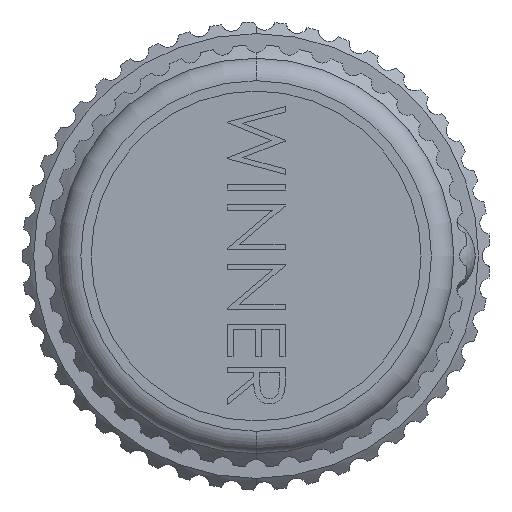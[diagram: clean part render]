
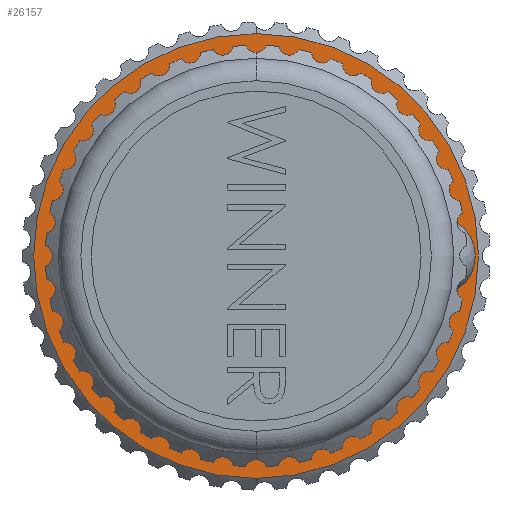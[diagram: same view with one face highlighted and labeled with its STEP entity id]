
A CAD part, left-side view. The second image highlights one B-rep face of the part: STEP entity #26157.
In plain terms, the highlighted planar face has unit normal (-1, 0, 0).
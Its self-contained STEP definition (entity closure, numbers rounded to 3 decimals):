
#85 = CARTESIAN_POINT ( 'NONE',  ( -7.9, 3.458, 2.485 ) ) ;
#122 = CARTESIAN_POINT ( 'NONE',  ( -7.9, -4.225, -1.911 ) ) ;
#215 = CARTESIAN_POINT ( 'NONE',  ( -7.9, 0.018, -4.305 ) ) ;
#439 = AXIS2_PLACEMENT_3D ( 'NONE', #6836, #9084, #21798 ) ;
#1459 = CARTESIAN_POINT ( 'NONE',  ( -7.9, -1.986, 4.257 ) ) ;
#1465 = FACE_OUTER_BOUND ( 'NONE', #22224, .T. ) ;
#1488 = B_SPLINE_CURVE_WITH_KNOTS ( 'NONE', 3,
 ( #13098, #12917, #8702, #122, #4673, #21599, #25960, #2348, #4500, #4400, #15085, #17479, #19641, #6627, #2251, #215, #19352, #21512 ),
 .UNSPECIFIED., .F., .F.,
 ( 4, 2, 2, 2, 2, 2, 2, 2, 4 ),
 ( 0., 0.001, 0.002, 0.003, 0.003, 0.004, 0.005, 0.006, 0.007 ),
 .UNSPECIFIED. ) ;
#1726 = CARTESIAN_POINT ( 'NONE',  ( -7.9, 1.843, 4.019 ) ) ;
#1729 = VERTEX_POINT ( 'NONE', #10534 ) ;
#1893 = EDGE_CURVE ( 'NONE', #4927, #6285, #2499, .T. ) ;
#2119 = CARTESIAN_POINT ( 'NONE',  ( -7.9, 0.589, -4.218 ) ) ;
#2251 = CARTESIAN_POINT ( 'NONE',  ( -7.9, -0.555, -4.305 ) ) ;
#2348 = CARTESIAN_POINT ( 'NONE',  ( -7.9, -3.164, -3.247 ) ) ;
#2499 = CIRCLE ( 'NONE', #17649, 4.7 ) ;
#2899 = CARTESIAN_POINT ( 'NONE',  ( -7.9, 0., 5.05 ) ) ;
#3086 = DIRECTION ( 'NONE',  ( -1., 0., 0. ) ) ;
#3556 = CARTESIAN_POINT ( 'NONE',  ( -7.9, 3.672, -1.96 ) ) ;
#3609 = CARTESIAN_POINT ( 'NONE',  ( -7.9, -0.606, 4.541 ) ) ;
#3833 = CARTESIAN_POINT ( 'NONE',  ( -7.9, 3.752, -1.801 ) ) ;
#3889 = CARTESIAN_POINT ( 'NONE',  ( -7.9, 3.137, 2.949 ) ) ;
#3925 = CARTESIAN_POINT ( 'NONE',  ( -7.9, 3.492, -2.269 ) ) ;
#4400 = CARTESIAN_POINT ( 'NONE',  ( -7.9, -2.458, -3.741 ) ) ;
#4500 = CARTESIAN_POINT ( 'NONE',  ( -7.9, -2.938, -3.428 ) ) ;
#4673 = CARTESIAN_POINT ( 'NONE',  ( -7.9, -4.084, -2.162 ) ) ;
#4927 = VERTEX_POINT ( 'NONE', #22835 ) ;
#5243 = DIRECTION ( 'NONE',  ( 0., 0., 1. ) ) ;
#5529 = ORIENTED_EDGE ( 'NONE', *, *, #11065, .T. ) ;
#5547 = AXIS2_PLACEMENT_3D ( 'NONE', #2899, #3086, #5243 ) ;
#5788 = B_SPLINE_CURVE_WITH_KNOTS ( 'NONE', 3,
 ( #2119, #9754, #26814, #18350, #5909, #27248, #10695, #18606, #3925, #3556, #3833, #25209, #16368, #10198, #8019, #22812, #21017, #7842, #8210, #27067 ),
 .UNSPECIFIED., .F., .F.,
 ( 4, 2, 2, 2, 2, 2, 2, 2, 2, 4 ),
 ( 0., 0.001, 0.002, 0.003, 0.004, 0.004, 0.005, 0.006, 0.008, 0.009 ),
 .UNSPECIFIED. ) ;
#5909 = CARTESIAN_POINT ( 'NONE',  ( -7.9, 2.248, -3.547 ) ) ;
#6016 = ORIENTED_EDGE ( 'NONE', *, *, #23752, .T. ) ;
#6285 = VERTEX_POINT ( 'NONE', #15879 ) ;
#6486 = DIRECTION ( 'NONE',  ( 0., 0., 1. ) ) ;
#6627 = CARTESIAN_POINT ( 'NONE',  ( -7.9, -0.838, -4.278 ) ) ;
#6836 = CARTESIAN_POINT ( 'NONE',  ( -7.9, 0., 0. ) ) ;
#7105 = DIRECTION ( 'NONE',  ( 0., 0., -1. ) ) ;
#7842 = CARTESIAN_POINT ( 'NONE',  ( -7.9, 3.809, 1.855 ) ) ;
#8019 = CARTESIAN_POINT ( 'NONE',  ( -7.9, 4.186, 0.111 ) ) ;
#8210 = CARTESIAN_POINT ( 'NONE',  ( -7.9, 3.649, 2.179 ) ) ;
#8702 = CARTESIAN_POINT ( 'NONE',  ( -7.9, -4.46, -1.393 ) ) ;
#9084 = DIRECTION ( 'NONE',  ( -1., 0., 0. ) ) ;
#9753 = CARTESIAN_POINT ( 'NONE',  ( -7.9, 0., -15.3 ) ) ;
#9754 = CARTESIAN_POINT ( 'NONE',  ( -7.9, 0.942, -4.144 ) ) ;
#10062 = CARTESIAN_POINT ( 'NONE',  ( -7.9, 2.541, 3.547 ) ) ;
#10198 = CARTESIAN_POINT ( 'NONE',  ( -7.9, 4.175, -0.25 ) ) ;
#10534 = CARTESIAN_POINT ( 'NONE',  ( -7.9, 0., 15.3 ) ) ;
#10563 = CIRCLE ( 'NONE', #439, 15.3 ) ;
#10695 = CARTESIAN_POINT ( 'NONE',  ( -7.9, 3.062, -2.847 ) ) ;
#11065 = EDGE_CURVE ( 'NONE', #26383, #6285, #12111, .T. ) ;
#11330 = CARTESIAN_POINT ( 'NONE',  ( -7.9, 0., 0. ) ) ;
#12111 = B_SPLINE_CURVE_WITH_KNOTS ( 'NONE', 3,
 ( #14563, #18572, #3889, #12324, #10062, #12411, #1726, #20891, #18471, #25274, #14309, #18841, #3609, #18748, #1459, #14658 ),
 .UNSPECIFIED., .F., .F.,
 ( 4, 2, 2, 2, 2, 2, 2, 4 ),
 ( 0., 0.001, 0.002, 0.003, 0.003, 0.004, 0.005, 0.007 ),
 .UNSPECIFIED. ) ;
#12324 = CARTESIAN_POINT ( 'NONE',  ( -7.9, 2.755, 3.358 ) ) ;
#12411 = CARTESIAN_POINT ( 'NONE',  ( -7.9, 2.085, 3.878 ) ) ;
#12917 = CARTESIAN_POINT ( 'NONE',  ( -7.9, -4.554, -1.124 ) ) ;
#13098 = CARTESIAN_POINT ( 'NONE',  ( -7.9, -4.624, -0.844 ) ) ;
#14309 = CARTESIAN_POINT ( 'NONE',  ( -7.9, 0.242, 4.525 ) ) ;
#14563 = CARTESIAN_POINT ( 'NONE',  ( -7.9, 3.458, 2.485 ) ) ;
#14658 = CARTESIAN_POINT ( 'NONE',  ( -7.9, -2.486, 3.989 ) ) ;
#15085 = CARTESIAN_POINT ( 'NONE',  ( -7.9, -2.206, -3.872 ) ) ;
#15435 = ORIENTED_EDGE ( 'NONE', *, *, #22140, .T. ) ;
#15879 = CARTESIAN_POINT ( 'NONE',  ( -7.9, -2.486, 3.989 ) ) ;
#16368 = CARTESIAN_POINT ( 'NONE',  ( -7.9, 4.063, -0.961 ) ) ;
#17219 = ORIENTED_EDGE ( 'NONE', *, *, #1893, .F. ) ;
#17479 = CARTESIAN_POINT ( 'NONE',  ( -7.9, -1.677, -4.087 ) ) ;
#17649 = AXIS2_PLACEMENT_3D ( 'NONE', #19492, #21737, #6486 ) ;
#18350 = CARTESIAN_POINT ( 'NONE',  ( -7.9, 1.942, -3.734 ) ) ;
#18471 = CARTESIAN_POINT ( 'NONE',  ( -7.9, 1.064, 4.35 ) ) ;
#18572 = CARTESIAN_POINT ( 'NONE',  ( -7.9, 3.308, 2.726 ) ) ;
#18606 = CARTESIAN_POINT ( 'NONE',  ( -7.9, 3.391, -2.419 ) ) ;
#18748 = CARTESIAN_POINT ( 'NONE',  ( -7.9, -1.439, 4.432 ) ) ;
#18841 = CARTESIAN_POINT ( 'NONE',  ( -7.9, -0.321, 4.553 ) ) ;
#19352 = CARTESIAN_POINT ( 'NONE',  ( -7.9, 0.307, -4.276 ) ) ;
#19409 = ORIENTED_EDGE ( 'NONE', *, *, #19547, .T. ) ;
#19492 = CARTESIAN_POINT ( 'NONE',  ( -7.9, 0., 0. ) ) ;
#19547 = EDGE_CURVE ( 'NONE', #20749, #1729, #10563, .T. ) ;
#19641 = CARTESIAN_POINT ( 'NONE',  ( -7.9, -1.398, -4.17 ) ) ;
#19857 = FACE_BOUND ( 'NONE', #24759, .T. ) ;
#19878 = ORIENTED_EDGE ( 'NONE', *, *, #23036, .T. ) ;
#20749 = VERTEX_POINT ( 'NONE', #9753 ) ;
#20891 = CARTESIAN_POINT ( 'NONE',  ( -7.9, 1.334, 4.256 ) ) ;
#21017 = CARTESIAN_POINT ( 'NONE',  ( -7.9, 4.045, 1.175 ) ) ;
#21512 = CARTESIAN_POINT ( 'NONE',  ( -7.9, 0.589, -4.218 ) ) ;
#21599 = CARTESIAN_POINT ( 'NONE',  ( -7.9, -3.756, -2.634 ) ) ;
#21737 = DIRECTION ( 'NONE',  ( -1., 0., 0. ) ) ;
#21798 = DIRECTION ( 'NONE',  ( 0., 0., -1. ) ) ;
#21855 = CIRCLE ( 'NONE', #27321, 15.3 ) ;
#22040 = VERTEX_POINT ( 'NONE', #26741 ) ;
#22140 = EDGE_CURVE ( 'NONE', #22040, #26383, #5788, .T. ) ;
#22224 = EDGE_LOOP ( 'NONE', ( #6016, #19409 ) ) ;
#22812 = CARTESIAN_POINT ( 'NONE',  ( -7.9, 4.121, 0.82 ) ) ;
#22835 = CARTESIAN_POINT ( 'NONE',  ( -7.9, -4.624, -0.844 ) ) ;
#23036 = EDGE_CURVE ( 'NONE', #4927, #22040, #1488, .T. ) ;
#23752 = EDGE_CURVE ( 'NONE', #1729, #20749, #21855, .T. ) ;
#24482 = PLANE ( 'NONE',  #5547 ) ;
#24759 = EDGE_LOOP ( 'NONE', ( #17219, #19878, #15435, #5529 ) ) ;
#25209 = CARTESIAN_POINT ( 'NONE',  ( -7.9, 3.963, -1.31 ) ) ;
#25274 = CARTESIAN_POINT ( 'NONE',  ( -7.9, 0.519, 4.485 ) ) ;
#25960 = CARTESIAN_POINT ( 'NONE',  ( -7.9, -3.572, -2.851 ) ) ;
#26157 = ADVANCED_FACE ( 'NONE', ( #1465, #19857 ), #24482, .T. ) ;
#26383 = VERTEX_POINT ( 'NONE', #85 ) ;
#26420 = DIRECTION ( 'NONE',  ( -1., 0., 0. ) ) ;
#26741 = CARTESIAN_POINT ( 'NONE',  ( -7.9, 0.589, -4.218 ) ) ;
#26814 = CARTESIAN_POINT ( 'NONE',  ( -7.9, 1.287, -4.034 ) ) ;
#27067 = CARTESIAN_POINT ( 'NONE',  ( -7.9, 3.458, 2.485 ) ) ;
#27248 = CARTESIAN_POINT ( 'NONE',  ( -7.9, 2.806, -3.105 ) ) ;
#27321 = AXIS2_PLACEMENT_3D ( 'NONE', #11330, #26420, #7105 ) ;
